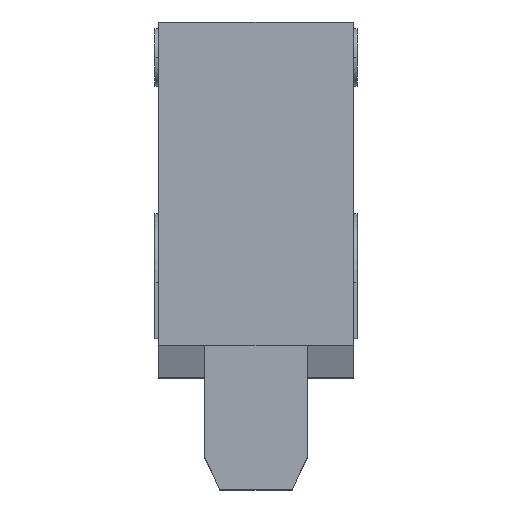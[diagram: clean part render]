
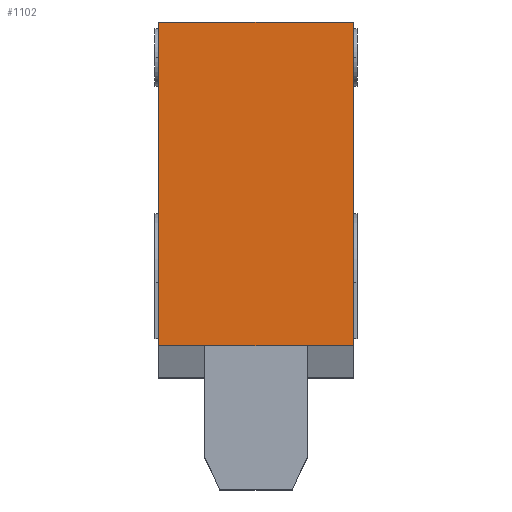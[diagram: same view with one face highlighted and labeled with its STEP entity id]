
A CAD part, top view. The second image highlights one B-rep face of the part: STEP entity #1102.
In plain terms, the highlighted planar face has unit normal (0, 0, 1).
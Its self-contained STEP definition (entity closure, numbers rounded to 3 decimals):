
#31 = VERTEX_POINT ( 'NONE', #1414 ) ;
#95 = PLANE ( 'NONE',  #2221 ) ;
#253 = DIRECTION ( 'NONE',  ( 0., -1., 0. ) ) ;
#261 = VECTOR ( 'NONE', #1618, 1000. ) ;
#271 = ORIENTED_EDGE ( 'NONE', *, *, #2042, .F. ) ;
#419 = CARTESIAN_POINT ( 'NONE',  ( 3.05, 4.855, 10.105 ) ) ;
#489 = ORIENTED_EDGE ( 'NONE', *, *, #1701, .F. ) ;
#627 = VERTEX_POINT ( 'NONE', #1235 ) ;
#633 = CARTESIAN_POINT ( 'NONE',  ( 3.05, 4.855, 10.105 ) ) ;
#675 = CARTESIAN_POINT ( 'NONE',  ( 3.05, -4.855, 10.105 ) ) ;
#738 = CARTESIAN_POINT ( 'NONE',  ( 3.05, 5.295, 10.105 ) ) ;
#846 = EDGE_CURVE ( 'NONE', #1304, #627, #1272, .T. ) ;
#847 = ORIENTED_EDGE ( 'NONE', *, *, #846, .T. ) ;
#878 = DIRECTION ( 'NONE',  ( 0., 0., -1. ) ) ;
#901 = ORIENTED_EDGE ( 'NONE', *, *, #917, .T. ) ;
#917 = EDGE_CURVE ( 'NONE', #627, #2053, #1024, .T. ) ;
#956 = LINE ( 'NONE', #419, #1665 ) ;
#1024 = LINE ( 'NONE', #1262, #261 ) ;
#1102 = ADVANCED_FACE ( 'NONE', ( #1631 ), #95, .F. ) ;
#1158 = CARTESIAN_POINT ( 'NONE',  ( -3.05, -4.855, 10.105 ) ) ;
#1208 = LINE ( 'NONE', #675, #1622 ) ;
#1235 = CARTESIAN_POINT ( 'NONE',  ( -3.05, 5.295, 10.105 ) ) ;
#1262 = CARTESIAN_POINT ( 'NONE',  ( -3.05, 4.855, 10.105 ) ) ;
#1272 = LINE ( 'NONE', #738, #1673 ) ;
#1304 = VERTEX_POINT ( 'NONE', #1823 ) ;
#1414 = CARTESIAN_POINT ( 'NONE',  ( 3.05, -4.855, 10.105 ) ) ;
#1427 = DIRECTION ( 'NONE',  ( 0., 1., 0. ) ) ;
#1618 = DIRECTION ( 'NONE',  ( 0., -1., 0. ) ) ;
#1622 = VECTOR ( 'NONE', #2325, 1000. ) ;
#1631 = FACE_OUTER_BOUND ( 'NONE', #2170, .T. ) ;
#1665 = VECTOR ( 'NONE', #253, 1000. ) ;
#1673 = VECTOR ( 'NONE', #2067, 1000. ) ;
#1701 = EDGE_CURVE ( 'NONE', #31, #2053, #1208, .T. ) ;
#1823 = CARTESIAN_POINT ( 'NONE',  ( 3.05, 5.295, 10.105 ) ) ;
#2042 = EDGE_CURVE ( 'NONE', #1304, #31, #956, .T. ) ;
#2053 = VERTEX_POINT ( 'NONE', #1158 ) ;
#2067 = DIRECTION ( 'NONE',  ( -1., 0., 0. ) ) ;
#2170 = EDGE_LOOP ( 'NONE', ( #901, #489, #271, #847 ) ) ;
#2221 = AXIS2_PLACEMENT_3D ( 'NONE', #633, #878, #1427 ) ;
#2325 = DIRECTION ( 'NONE',  ( -1., 0., 0. ) ) ;
